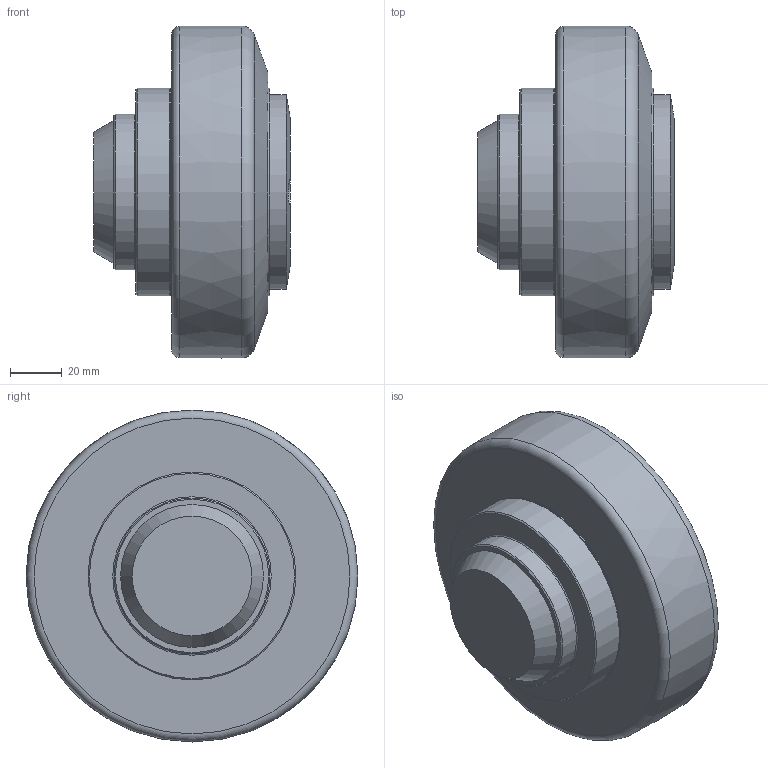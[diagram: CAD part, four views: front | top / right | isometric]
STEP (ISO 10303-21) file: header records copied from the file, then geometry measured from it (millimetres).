
FILE_DESCRIPTION(/* description */ ('-','CAx-IF Rec.Pracs.---Representation and Presentation of Product Manufacturing Information (PMI)---4.0---2014-10-13'),/* implementation_level */ '2;1');
FILE_NAME(/* name */ '5fe21a7e-6bf1-4d94-89df-d899ec90ab1e.stp',/* time_stamp */ '2020-04-01T16:21:09+02:00',/* author */ ('-'),/* organization */ ('NTI CADcenter A/S'),/* preprocessor_version */ 'ST-DEVELOPER v18',/* originating_system */ 'Autodesk Inventor 2020',/* authorisation */ '-');
FILE_SCHEMA (('AP242_MANAGED_MODEL_BASED_3D_ENGINEERING_MIM_LF { 1 0 10303 442 1 1 4 }'));
Length unit declared in the file: millimetre
Products named in the file (1): PT 120.0362_Kontur
Bounding box: 75.8 x 127.79 x 127.79 mm (x, y, z)
Volume: 597092.6 mm3; surface area: 45008.5 mm2
Topology: 1 solids, 1 shells, 45 faces, 116 edges, 81 vertices
Faces by surface type: plane 24, cylinder 9, cone 8, torus 3, bspline 1
Full cylindrical faces by diameter (mm): 10 x2, 10.4 x2, 60 x1, 75 x1, 80 x3
Entity records: 1512 total; most frequent: CARTESIAN_POINT 309, DIRECTION 261, ORIENTED_EDGE 232, EDGE_CURVE 116, AXIS2_PLACEMENT_3D 104, VERTEX_POINT 81, CIRCLE 59, EDGE_LOOP 53
